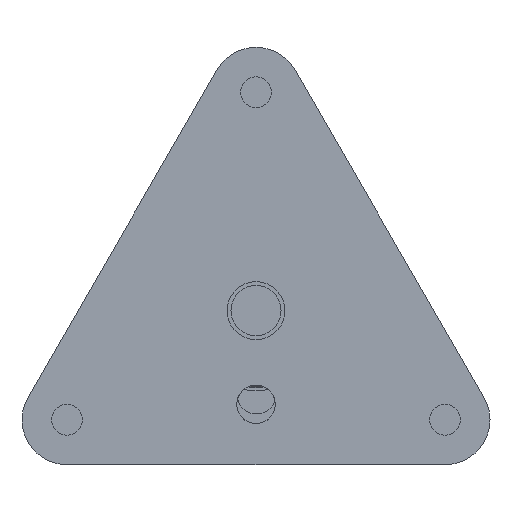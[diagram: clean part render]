
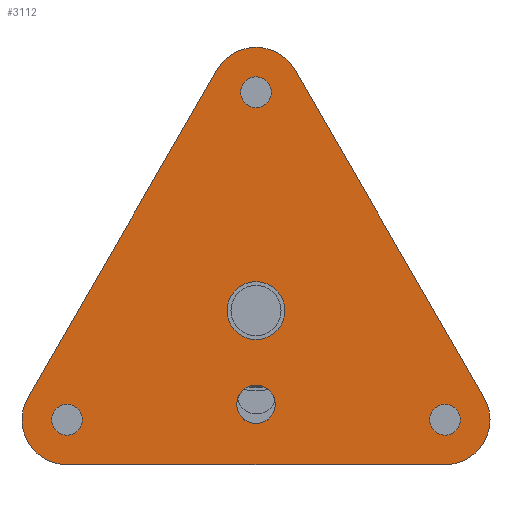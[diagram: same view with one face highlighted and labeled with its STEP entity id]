
A CAD part, left-side view. The second image highlights one B-rep face of the part: STEP entity #3112.
In plain terms, the highlighted planar face has unit normal (-1, 0, 0).
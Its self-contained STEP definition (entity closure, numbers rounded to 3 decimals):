
#135=FACE_BOUND('',#672,.T.);
#136=FACE_BOUND('',#673,.T.);
#137=FACE_BOUND('',#674,.T.);
#138=FACE_BOUND('',#675,.T.);
#139=FACE_BOUND('',#676,.T.);
#295=PLANE('',#3607);
#463=FACE_OUTER_BOUND('',#671,.T.);
#671=EDGE_LOOP('',(#2731,#2732,#2733,#2734,#2735,#2736,#2737));
#672=EDGE_LOOP('',(#2738));
#673=EDGE_LOOP('',(#2739));
#674=EDGE_LOOP('',(#2740));
#675=EDGE_LOOP('',(#2741));
#676=EDGE_LOOP('',(#2742));
#909=LINE('',#5480,#1128);
#913=LINE('',#5491,#1132);
#917=LINE('',#5499,#1136);
#1128=VECTOR('',#4527,10.);
#1132=VECTOR('',#4539,10.);
#1136=VECTOR('',#4549,10.);
#1313=CIRCLE('',#3588,1.2);
#1314=CIRCLE('',#3590,1.2);
#1315=CIRCLE('',#3592,1.2);
#1316=CIRCLE('',#3594,1.5);
#1317=CIRCLE('',#3596,2.25);
#1318=CIRCLE('',#3598,3.5);
#1319=CIRCLE('',#3601,3.5);
#1320=CIRCLE('',#3602,3.5);
#1321=CIRCLE('',#3605,3.5);
#1577=VERTEX_POINT('',#5452);
#1578=VERTEX_POINT('',#5456);
#1579=VERTEX_POINT('',#5460);
#1580=VERTEX_POINT('',#5464);
#1581=VERTEX_POINT('',#5468);
#1582=VERTEX_POINT('',#5472);
#1583=VERTEX_POINT('',#5474);
#1584=VERTEX_POINT('',#5479);
#1585=VERTEX_POINT('',#5483);
#1586=VERTEX_POINT('',#5486);
#1587=VERTEX_POINT('',#5490);
#1588=VERTEX_POINT('',#5494);
#1955=EDGE_CURVE('',#1577,#1577,#1313,.T.);
#1957=EDGE_CURVE('',#1578,#1578,#1314,.T.);
#1959=EDGE_CURVE('',#1579,#1579,#1315,.T.);
#1961=EDGE_CURVE('',#1580,#1580,#1316,.T.);
#1963=EDGE_CURVE('',#1581,#1581,#1317,.T.);
#1966=EDGE_CURVE('',#1583,#1582,#1318,.T.);
#1969=EDGE_CURVE('',#1584,#1583,#909,.T.);
#1971=EDGE_CURVE('',#1585,#1584,#1319,.T.);
#1973=EDGE_CURVE('',#1586,#1585,#1320,.T.);
#1975=EDGE_CURVE('',#1587,#1586,#913,.T.);
#1977=EDGE_CURVE('',#1588,#1587,#1321,.T.);
#1980=EDGE_CURVE('',#1582,#1588,#917,.T.);
#2731=ORIENTED_EDGE('',*,*,#1980,.T.);
#2732=ORIENTED_EDGE('',*,*,#1977,.T.);
#2733=ORIENTED_EDGE('',*,*,#1975,.T.);
#2734=ORIENTED_EDGE('',*,*,#1973,.T.);
#2735=ORIENTED_EDGE('',*,*,#1971,.T.);
#2736=ORIENTED_EDGE('',*,*,#1969,.T.);
#2737=ORIENTED_EDGE('',*,*,#1966,.T.);
#2738=ORIENTED_EDGE('',*,*,#1963,.T.);
#2739=ORIENTED_EDGE('',*,*,#1961,.T.);
#2740=ORIENTED_EDGE('',*,*,#1959,.T.);
#2741=ORIENTED_EDGE('',*,*,#1957,.T.);
#2742=ORIENTED_EDGE('',*,*,#1955,.T.);
#3112=ADVANCED_FACE('',(#463,#135,#136,#137,#138,#139),#295,.F.);
#3588=AXIS2_PLACEMENT_3D('',#5453,#4495,#4496);
#3590=AXIS2_PLACEMENT_3D('',#5457,#4500,#4501);
#3592=AXIS2_PLACEMENT_3D('',#5461,#4505,#4506);
#3594=AXIS2_PLACEMENT_3D('',#5465,#4510,#4511);
#3596=AXIS2_PLACEMENT_3D('',#5469,#4515,#4516);
#3598=AXIS2_PLACEMENT_3D('',#5475,#4521,#4522);
#3601=AXIS2_PLACEMENT_3D('',#5484,#4531,#4532);
#3602=AXIS2_PLACEMENT_3D('',#5487,#4534,#4535);
#3605=AXIS2_PLACEMENT_3D('',#5495,#4543,#4544);
#3607=AXIS2_PLACEMENT_3D('',#5500,#4550,#4551);
#4495=DIRECTION('center_axis',(1.,0.,0.));
#4496=DIRECTION('ref_axis',(0.,1.,0.));
#4500=DIRECTION('center_axis',(1.,0.,0.));
#4501=DIRECTION('ref_axis',(0.,1.,0.));
#4505=DIRECTION('center_axis',(1.,0.,0.));
#4506=DIRECTION('ref_axis',(0.,1.,0.));
#4510=DIRECTION('center_axis',(1.,0.,0.));
#4511=DIRECTION('ref_axis',(0.,1.,0.));
#4515=DIRECTION('center_axis',(1.,0.,0.));
#4516=DIRECTION('ref_axis',(0.,1.,0.));
#4521=DIRECTION('center_axis',(-1.,0.,0.));
#4522=DIRECTION('ref_axis',(0.,1.,0.));
#4527=DIRECTION('',(0.,0.5,0.866));
#4531=DIRECTION('center_axis',(-1.,0.,0.));
#4532=DIRECTION('ref_axis',(0.,1.,0.));
#4534=DIRECTION('center_axis',(-1.,0.,0.));
#4535=DIRECTION('ref_axis',(0.,1.,0.));
#4539=DIRECTION('',(0.,-1.,0.));
#4543=DIRECTION('center_axis',(-1.,0.,0.));
#4544=DIRECTION('ref_axis',(0.,1.,0.));
#4549=DIRECTION('',(0.,0.5,-0.866));
#4550=DIRECTION('center_axis',(1.,0.,0.));
#4551=DIRECTION('ref_axis',(0.,1.,0.));
#5452=CARTESIAN_POINT('',(-2.,-15.922,-8.5));
#5453=CARTESIAN_POINT('Origin',(-2.,-14.722,-8.5));
#5456=CARTESIAN_POINT('',(-2.,13.522,-8.5));
#5457=CARTESIAN_POINT('Origin',(-2.,14.722,-8.5));
#5460=CARTESIAN_POINT('',(-2.,-1.2,17.));
#5461=CARTESIAN_POINT('Origin',(-2.,0.,17.));
#5464=CARTESIAN_POINT('',(-2.,-1.5,-7.3));
#5465=CARTESIAN_POINT('Origin',(-2.,0.,-7.3));
#5468=CARTESIAN_POINT('',(-2.,-2.25,0.));
#5469=CARTESIAN_POINT('Origin',(-2.,0.,0.));
#5472=CARTESIAN_POINT('',(-2.,3.031,18.75));
#5474=CARTESIAN_POINT('',(-2.,-3.031,18.75));
#5475=CARTESIAN_POINT('Origin',(-2.,0.,17.));
#5479=CARTESIAN_POINT('',(-2.,-17.754,-6.75));
#5480=CARTESIAN_POINT('',(-2.,0.,24.));
#5483=CARTESIAN_POINT('',(-2.,-18.222,-8.5));
#5484=CARTESIAN_POINT('Origin',(-2.,-14.722,-8.5));
#5486=CARTESIAN_POINT('',(-2.,-14.722,-12.));
#5487=CARTESIAN_POINT('Origin',(-2.,-14.722,-8.5));
#5490=CARTESIAN_POINT('',(-2.,14.722,-12.));
#5491=CARTESIAN_POINT('',(-2.,-20.785,-12.));
#5494=CARTESIAN_POINT('',(-2.,17.754,-6.75));
#5495=CARTESIAN_POINT('Origin',(-2.,14.722,-8.5));
#5499=CARTESIAN_POINT('',(-2.,20.785,-12.));
#5500=CARTESIAN_POINT('Origin',(-2.,0.,4.25));
